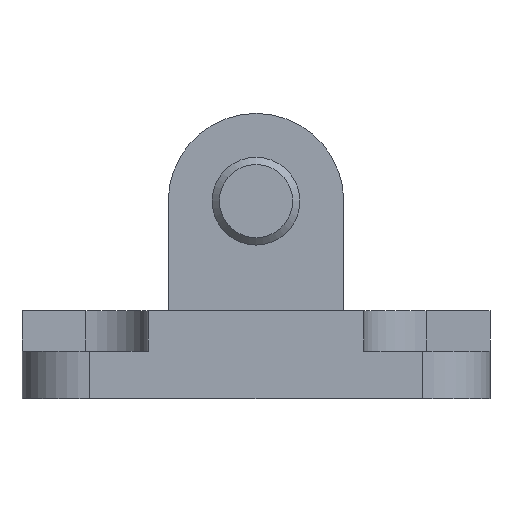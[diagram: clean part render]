
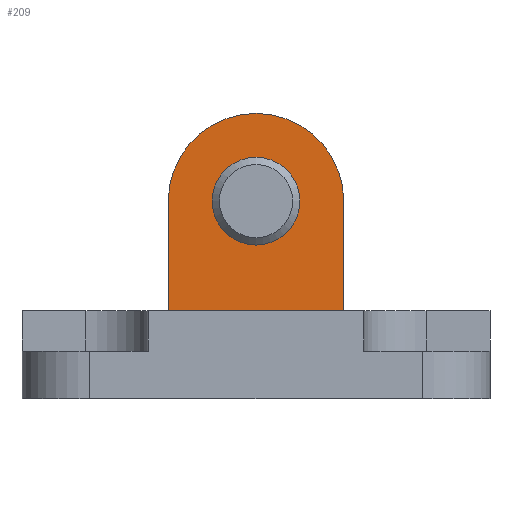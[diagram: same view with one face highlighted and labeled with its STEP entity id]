
A CAD part, left-side view. The second image highlights one B-rep face of the part: STEP entity #209.
In plain terms, the highlighted planar face has unit normal (-1, 0, 0).
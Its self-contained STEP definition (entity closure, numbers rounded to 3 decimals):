
#209 = ADVANCED_FACE( '', ( #413, #414 ), #415, .F. );
#413 = FACE_BOUND( '', #599, .T. );
#414 = FACE_OUTER_BOUND( '', #600, .T. );
#415 = PLANE( '', #601 );
#599 = EDGE_LOOP( '', ( #1018 ) );
#600 = EDGE_LOOP( '', ( #1019, #1020, #1021, #1022 ) );
#601 = AXIS2_PLACEMENT_3D( '', #1023, #1024, #1025 );
#1018 = ORIENTED_EDGE( '', *, *, #1143, .T. );
#1019 = ORIENTED_EDGE( '', *, *, #1170, .F. );
#1020 = ORIENTED_EDGE( '', *, *, #1050, .F. );
#1021 = ORIENTED_EDGE( '', *, *, #1168, .F. );
#1022 = ORIENTED_EDGE( '', *, *, #1187, .F. );
#1023 = CARTESIAN_POINT( '', ( -30., 0., 27. ) );
#1024 = DIRECTION( '', ( 1., 0., 0. ) );
#1025 = DIRECTION( '', ( 0., 0., -1. ) );
#1050 = EDGE_CURVE( '', #1224, #1222, #1226, .T. );
#1143 = EDGE_CURVE( '', #1376, #1376, #1377, .T. );
#1168 = EDGE_CURVE( '', #1406, #1224, #1408, .T. );
#1170 = EDGE_CURVE( '', #1222, #1410, #1411, .T. );
#1187 = EDGE_CURVE( '', #1410, #1406, #1432, .T. );
#1222 = VERTEX_POINT( '', #1474 );
#1224 = VERTEX_POINT( '', #1477 );
#1226 = LINE( '', #1480, #1481 );
#1376 = VERTEX_POINT( '', #1684 );
#1377 = CIRCLE( '', #1685, 6. );
#1406 = VERTEX_POINT( '', #1719 );
#1408 = LINE( '', #1722, #1723 );
#1410 = VERTEX_POINT( '', #1725 );
#1411 = LINE( '', #1726, #1727 );
#1432 = CIRCLE( '', #1753, 12. );
#1474 = CARTESIAN_POINT( '', ( -30., 12., 12. ) );
#1477 = CARTESIAN_POINT( '', ( -30., -12., 12. ) );
#1480 = CARTESIAN_POINT( '', ( -30., -12., 12. ) );
#1481 = VECTOR( '', #1783, 1000. );
#1684 = CARTESIAN_POINT( '', ( -30., 0., 21. ) );
#1685 = AXIS2_PLACEMENT_3D( '', #1903, #1904, #1905 );
#1719 = CARTESIAN_POINT( '', ( -30., -12., 27. ) );
#1722 = CARTESIAN_POINT( '', ( -30., -12., 27. ) );
#1723 = VECTOR( '', #1930, 1000. );
#1725 = CARTESIAN_POINT( '', ( -30., 12., 27. ) );
#1726 = CARTESIAN_POINT( '', ( -30., 12., 12. ) );
#1727 = VECTOR( '', #1931, 1000. );
#1753 = AXIS2_PLACEMENT_3D( '', #1949, #1950, #1951 );
#1783 = DIRECTION( '', ( 0., 1., 0. ) );
#1903 = CARTESIAN_POINT( '', ( -30., 0., 27. ) );
#1904 = DIRECTION( '', ( 1., 0., 0. ) );
#1905 = DIRECTION( '', ( 0., 0., -1. ) );
#1930 = DIRECTION( '', ( 0., 0., -1. ) );
#1931 = DIRECTION( '', ( 0., 0., 1. ) );
#1949 = CARTESIAN_POINT( '', ( -30., 0., 27. ) );
#1950 = DIRECTION( '', ( 1., 0., 0. ) );
#1951 = DIRECTION( '', ( 0., 0., -1. ) );
